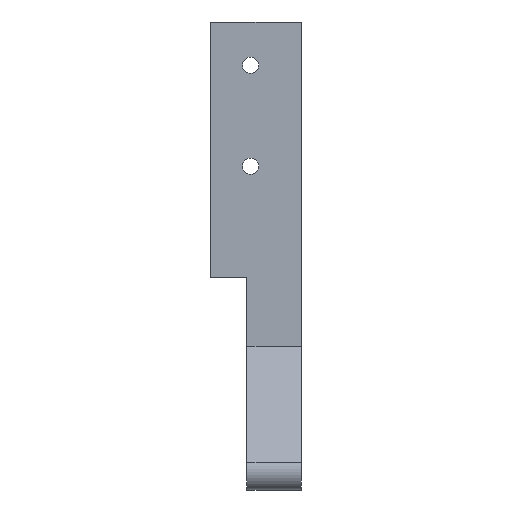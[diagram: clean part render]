
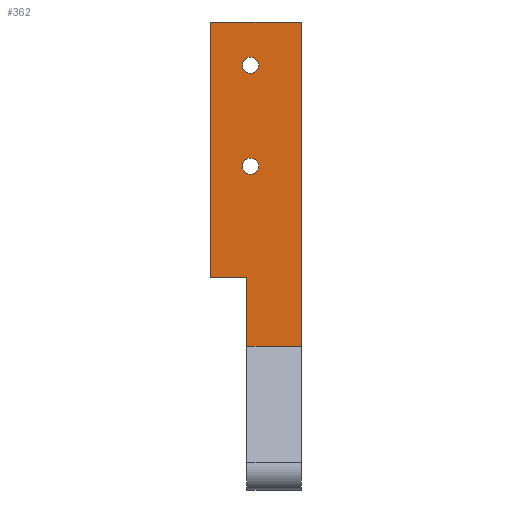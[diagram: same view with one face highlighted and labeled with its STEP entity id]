
A CAD part, front view. The second image highlights one B-rep face of the part: STEP entity #362.
In plain terms, the highlighted planar face has unit normal (0, -1, 0).
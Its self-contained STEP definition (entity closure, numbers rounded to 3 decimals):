
#21=FACE_BOUND('',#77,.T.);
#22=FACE_BOUND('',#78,.T.);
#34=PLANE('',#406);
#52=FACE_OUTER_BOUND('',#76,.T.);
#76=EDGE_LOOP('',(#331,#332,#333,#334,#335,#336));
#77=EDGE_LOOP('',(#337));
#78=EDGE_LOOP('',(#338));
#82=LINE('',#523,#118);
#85=LINE('',#529,#121);
#91=LINE('',#542,#127);
#98=LINE('',#564,#134);
#109=LINE('',#592,#145);
#114=LINE('',#602,#150);
#118=VECTOR('',#426,10.);
#121=VECTOR('',#431,10.);
#127=VECTOR('',#441,10.);
#134=VECTOR('',#456,10.);
#145=VECTOR('',#487,10.);
#150=VECTOR('',#502,10.);
#152=CIRCLE('',#379,2.25);
#154=CIRCLE('',#382,2.25);
#164=VERTEX_POINT('',#509);
#166=VERTEX_POINT('',#515);
#167=VERTEX_POINT('',#519);
#169=VERTEX_POINT('',#522);
#171=VERTEX_POINT('',#528);
#176=VERTEX_POINT('',#540);
#186=VERTEX_POINT('',#561);
#187=VERTEX_POINT('',#563);
#197=EDGE_CURVE('',#164,#164,#152,.T.);
#200=EDGE_CURVE('',#166,#166,#154,.T.);
#202=EDGE_CURVE('',#167,#169,#82,.T.);
#205=EDGE_CURVE('',#169,#171,#85,.T.);
#212=EDGE_CURVE('',#176,#167,#91,.T.);
#222=EDGE_CURVE('',#186,#187,#98,.T.);
#237=EDGE_CURVE('',#187,#176,#109,.T.);
#242=EDGE_CURVE('',#186,#171,#114,.T.);
#331=ORIENTED_EDGE('',*,*,#222,.F.);
#332=ORIENTED_EDGE('',*,*,#242,.T.);
#333=ORIENTED_EDGE('',*,*,#205,.F.);
#334=ORIENTED_EDGE('',*,*,#202,.F.);
#335=ORIENTED_EDGE('',*,*,#212,.F.);
#336=ORIENTED_EDGE('',*,*,#237,.F.);
#337=ORIENTED_EDGE('',*,*,#197,.T.);
#338=ORIENTED_EDGE('',*,*,#200,.T.);
#362=ADVANCED_FACE('',(#52,#21,#22),#34,.T.);
#379=AXIS2_PLACEMENT_3D('',#511,#414,#415);
#382=AXIS2_PLACEMENT_3D('',#517,#421,#422);
#406=AXIS2_PLACEMENT_3D('',#603,#503,#504);
#414=DIRECTION('center_axis',(0.,1.,0.));
#415=DIRECTION('ref_axis',(1.,0.,0.));
#421=DIRECTION('center_axis',(0.,1.,0.));
#422=DIRECTION('ref_axis',(1.,0.,0.));
#426=DIRECTION('',(-1.,0.,0.));
#431=DIRECTION('',(0.,0.,1.));
#441=DIRECTION('',(0.,0.,1.));
#456=DIRECTION('',(0.,0.,-1.));
#487=DIRECTION('',(-1.,0.,0.));
#502=DIRECTION('',(-1.,0.,0.));
#503=DIRECTION('center_axis',(0.,-1.,0.));
#504=DIRECTION('ref_axis',(0.,0.,
1.));
#509=CARTESIAN_POINT('',(158.457,31.988,-33.577));
#511=CARTESIAN_POINT('Origin',(160.707,31.988,-33.577));
#515=CARTESIAN_POINT('',(158.457,31.988,-5.577));
#517=CARTESIAN_POINT('Origin',(160.707,31.988,-5.577));
#519=CARTESIAN_POINT('',(159.707,31.988,-64.468));
#522=CARTESIAN_POINT('',(149.707,31.988,-64.468));
#523=CARTESIAN_POINT('',(159.707,31.988,-64.468));
#528=CARTESIAN_POINT('',(149.707,31.988,6.423));
#529=CARTESIAN_POINT('',(149.707,31.988,-83.577));
#540=CARTESIAN_POINT('',(159.707,31.988,-83.577));
#542=CARTESIAN_POINT('',(159.707,31.988,6.423));
#561=CARTESIAN_POINT('',(174.707,31.988,6.423));
#563=CARTESIAN_POINT('',(174.707,31.988,-83.577));
#564=CARTESIAN_POINT('',(174.707,31.988,6.423));
#592=CARTESIAN_POINT('',(174.707,31.988,-83.577));
#602=CARTESIAN_POINT('',(174.707,31.988,6.423));
#603=CARTESIAN_POINT('Origin',(174.707,31.988,-83.577));
